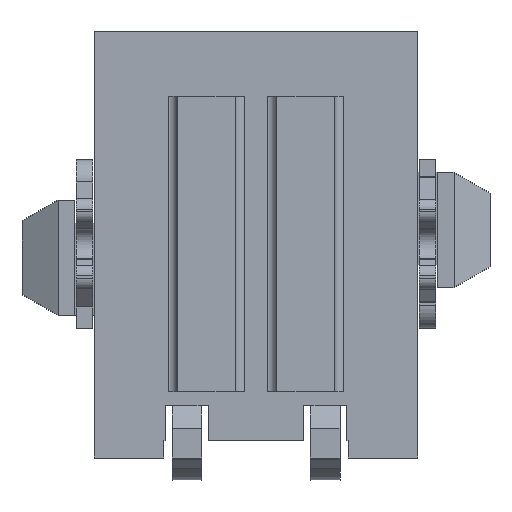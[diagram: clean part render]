
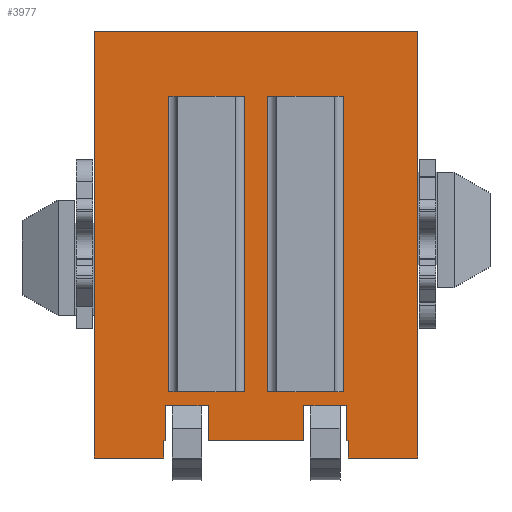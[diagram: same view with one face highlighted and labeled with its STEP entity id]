
A CAD part, front view. The second image highlights one B-rep face of the part: STEP entity #3977.
In plain terms, the highlighted planar face has unit normal (0, -1, 0).
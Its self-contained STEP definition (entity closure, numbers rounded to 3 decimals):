
#96=DIRECTION('',(-1.,0.,0.));
#97=VECTOR('',#96,7.);
#98=CARTESIAN_POINT('',(3.5,-1.93,0.));
#99=LINE('',#98,#97);
#385=DIRECTION('',(-1.,0.,0.));
#386=VECTOR('',#385,0.93);
#387=CARTESIAN_POINT('',(-1.035,-1.93,-8.11));
#388=LINE('',#387,#386);
#389=DIRECTION('',(0.,0.,1.));
#390=VECTOR('',#389,0.76);
#391=CARTESIAN_POINT('',(-1.965,-1.93,-8.87));
#392=LINE('',#391,#390);
#393=DIRECTION('',(1.,0.,0.));
#394=VECTOR('',#393,0.035);
#395=CARTESIAN_POINT('',(-2.,-1.93,-8.87));
#396=LINE('',#395,#394);
#397=DIRECTION('',(0.,0.,1.));
#398=VECTOR('',#397,0.37);
#399=CARTESIAN_POINT('',(-2.,-1.93,-9.24));
#400=LINE('',#399,#398);
#401=DIRECTION('',(0.,0.,1.));
#402=VECTOR('',#401,9.24);
#403=CARTESIAN_POINT('',(-3.5,-1.93,-9.24));
#404=LINE('',#403,#402);
#405=DIRECTION('',(0.,0.,-1.));
#406=VECTOR('',#405,9.24);
#407=CARTESIAN_POINT('',(3.5,-1.93,0.));
#408=LINE('',#407,#406);
#409=DIRECTION('',(0.,0.,1.));
#410=VECTOR('',#409,0.37);
#411=CARTESIAN_POINT('',(2.,-1.93,-9.24));
#412=LINE('',#411,#410);
#413=DIRECTION('',(1.,0.,0.));
#414=VECTOR('',#413,0.035);
#415=CARTESIAN_POINT('',(1.965,-1.93,-8.87));
#416=LINE('',#415,#414);
#417=DIRECTION('',(0.,0.,1.));
#418=VECTOR('',#417,0.76);
#419=CARTESIAN_POINT('',(1.965,-1.93,-8.87));
#420=LINE('',#419,#418);
#421=DIRECTION('',(-1.,0.,0.));
#422=VECTOR('',#421,0.93);
#423=CARTESIAN_POINT('',(1.965,-1.93,-8.11));
#424=LINE('',#423,#422);
#425=DIRECTION('',(0.,0.,1.));
#426=VECTOR('',#425,0.76);
#427=CARTESIAN_POINT('',(1.035,-1.93,-8.87));
#428=LINE('',#427,#426);
#429=DIRECTION('',(1.,0.,0.));
#430=VECTOR('',#429,2.07);
#431=CARTESIAN_POINT('',(-1.035,-1.93,-8.87));
#432=LINE('',#431,#430);
#433=DIRECTION('',(0.,0.,1.));
#434=VECTOR('',#433,0.76);
#435=CARTESIAN_POINT('',(-1.035,-1.93,-8.87));
#436=LINE('',#435,#434);
#437=DIRECTION('',(0.,0.,1.));
#438=VECTOR('',#437,6.4);
#439=CARTESIAN_POINT('',(1.9,-1.93,-7.8));
#440=LINE('',#439,#438);
#441=DIRECTION('',(0.,0.,-1.));
#442=VECTOR('',#441,6.4);
#443=CARTESIAN_POINT('',(0.25,-1.93,-1.4));
#444=LINE('',#443,#442);
#445=DIRECTION('',(0.,0.,1.));
#446=VECTOR('',#445,6.4);
#447=CARTESIAN_POINT('',(-0.25,-1.93,-7.8));
#448=LINE('',#447,#446);
#449=DIRECTION('',(0.,0.,-1.));
#450=VECTOR('',#449,6.4);
#451=CARTESIAN_POINT('',(-1.9,-1.93,-1.4));
#452=LINE('',#451,#450);
#689=DIRECTION('',(-1.,0.,0.));
#690=VECTOR('',#689,1.5);
#691=CARTESIAN_POINT('',(3.5,-1.93,-9.24));
#692=LINE('',#691,#690);
#729=DIRECTION('',(-1.,0.,0.));
#730=VECTOR('',#729,1.5);
#731=CARTESIAN_POINT('',(-2.,-1.93,-9.24));
#732=LINE('',#731,#730);
#2255=DIRECTION('',(-1.,0.,0.));
#2256=VECTOR('',#2255,1.65);
#2257=CARTESIAN_POINT('',(1.9,-1.93,-7.8));
#2258=LINE('',#2257,#2256);
#2273=DIRECTION('',(1.,0.,0.));
#2274=VECTOR('',#2273,1.65);
#2275=CARTESIAN_POINT('',(0.25,-1.93,-1.4));
#2276=LINE('',#2275,#2274);
#2321=DIRECTION('',(1.,0.,0.));
#2322=VECTOR('',#2321,1.65);
#2323=CARTESIAN_POINT('',(-1.9,-1.93,-1.4));
#2324=LINE('',#2323,#2322);
#2347=DIRECTION('',(-1.,0.,0.));
#2348=VECTOR('',#2347,1.65);
#2349=CARTESIAN_POINT('',(-0.25,-1.93,-7.8));
#2350=LINE('',#2349,#2348);
#2776=CARTESIAN_POINT('',(3.5,-1.93,0.));
#2777=CARTESIAN_POINT('',(-3.5,-1.93,0.));
#2778=VERTEX_POINT('',#2776);
#2779=VERTEX_POINT('',#2777);
#2836=CARTESIAN_POINT('',(-3.5,-1.93,-9.24));
#2838=VERTEX_POINT('',#2836);
#2841=CARTESIAN_POINT('',(3.5,-1.93,-9.24));
#2843=VERTEX_POINT('',#2841);
#2852=CARTESIAN_POINT('',(2.,-1.93,-9.24));
#2853=CARTESIAN_POINT('',(2.,-1.93,-8.87));
#2854=VERTEX_POINT('',#2852);
#2855=VERTEX_POINT('',#2853);
#2856=CARTESIAN_POINT('',(-2.,-1.93,-9.24));
#2857=CARTESIAN_POINT('',(-2.,-1.93,-8.87));
#2858=VERTEX_POINT('',#2856);
#2859=VERTEX_POINT('',#2857);
#2884=CARTESIAN_POINT('',(1.965,-1.93,-8.11));
#2885=CARTESIAN_POINT('',(1.035,-1.93,-8.11));
#2886=VERTEX_POINT('',#2884);
#2887=VERTEX_POINT('',#2885);
#2888=CARTESIAN_POINT('',(1.035,-1.93,-8.87));
#2889=VERTEX_POINT('',#2888);
#2890=CARTESIAN_POINT('',(1.965,-1.93,-8.87));
#2891=VERTEX_POINT('',#2890);
#3547=CARTESIAN_POINT('',(-1.035,-1.93,-8.11));
#3548=CARTESIAN_POINT('',(-1.965,-1.93,-8.11));
#3549=VERTEX_POINT('',#3547);
#3550=VERTEX_POINT('',#3548);
#3551=CARTESIAN_POINT('',(-1.965,-1.93,-8.87));
#3552=VERTEX_POINT('',#3551);
#3553=CARTESIAN_POINT('',(-1.035,-1.93,-8.87));
#3554=VERTEX_POINT('',#3553);
#3579=CARTESIAN_POINT('',(1.9,-1.93,-7.8));
#3580=CARTESIAN_POINT('',(1.9,-1.93,-1.4));
#3581=VERTEX_POINT('',#3579);
#3582=VERTEX_POINT('',#3580);
#3587=CARTESIAN_POINT('',(0.25,-1.93,-1.4));
#3588=CARTESIAN_POINT('',(0.25,-1.93,-7.8));
#3589=VERTEX_POINT('',#3587);
#3590=VERTEX_POINT('',#3588);
#3595=CARTESIAN_POINT('',(-0.25,-1.93,-7.8));
#3596=CARTESIAN_POINT('',(-0.25,-1.93,-1.4));
#3597=VERTEX_POINT('',#3595);
#3598=VERTEX_POINT('',#3596);
#3603=CARTESIAN_POINT('',(-1.9,-1.93,-1.4));
#3604=CARTESIAN_POINT('',(-1.9,-1.93,-7.8));
#3605=VERTEX_POINT('',#3603);
#3606=VERTEX_POINT('',#3604);
#3922=CARTESIAN_POINT('',(3.5,-1.93,0.));
#3923=DIRECTION('',(0.,-1.,0.));
#3924=DIRECTION('',(-1.,0.,0.));
#3925=AXIS2_PLACEMENT_3D('',#3922,#3923,#3924);
#3926=PLANE('',#3925);
#3927=ORIENTED_EDGE('',*,*,#3797,.T.);
#3929=ORIENTED_EDGE('',*,*,#3928,.F.);
#3931=ORIENTED_EDGE('',*,*,#3930,.F.);
#3933=ORIENTED_EDGE('',*,*,#3932,.F.);
#3935=ORIENTED_EDGE('',*,*,#3934,.T.);
#3937=ORIENTED_EDGE('',*,*,#3936,.T.);
#3938=ORIENTED_EDGE('',*,*,#3626,.F.);
#3940=ORIENTED_EDGE('',*,*,#3939,.T.);
#3942=ORIENTED_EDGE('',*,*,#3941,.T.);
#3944=ORIENTED_EDGE('',*,*,#3943,.T.);
#3946=ORIENTED_EDGE('',*,*,#3945,.F.);
#3947=ORIENTED_EDGE('',*,*,#3913,.T.);
#3948=ORIENTED_EDGE('',*,*,#3805,.T.);
#3950=ORIENTED_EDGE('',*,*,#3949,.F.);
#3952=ORIENTED_EDGE('',*,*,#3951,.F.);
#3954=ORIENTED_EDGE('',*,*,#3953,.T.);
#3955=EDGE_LOOP('',(#3927,#3929,#3931,#3933,#3935,#3937,#3938,#3940,#3942,#3944,
#3946,#3947,#3948,#3950,#3952,#3954));
#3956=FACE_OUTER_BOUND('',#3955,.F.);
#3958=ORIENTED_EDGE('',*,*,#3957,.T.);
#3960=ORIENTED_EDGE('',*,*,#3959,.F.);
#3962=ORIENTED_EDGE('',*,*,#3961,.T.);
#3964=ORIENTED_EDGE('',*,*,#3963,.F.);
#3965=EDGE_LOOP('',(#3958,#3960,#3962,#3964));
#3966=FACE_BOUND('',#3965,.F.);
#3968=ORIENTED_EDGE('',*,*,#3967,.T.);
#3970=ORIENTED_EDGE('',*,*,#3969,.F.);
#3972=ORIENTED_EDGE('',*,*,#3971,.T.);
#3974=ORIENTED_EDGE('',*,*,#3973,.F.);
#3975=EDGE_LOOP('',(#3968,#3970,#3972,#3974));
#3976=FACE_BOUND('',#3975,.F.);
#3977=ADVANCED_FACE('',(#3956,#3966,#3976),#3926,.T.);
#3626=EDGE_CURVE('',#2778,#2779,#99,.T.);
#3797=EDGE_CURVE('',#3549,#3550,#388,.T.);
#3805=EDGE_CURVE('',#2886,#2887,#424,.T.);
#3913=EDGE_CURVE('',#2891,#2886,#420,.T.);
#3928=EDGE_CURVE('',#3552,#3550,#392,.T.);
#3930=EDGE_CURVE('',#2859,#3552,#396,.T.);
#3932=EDGE_CURVE('',#2858,#2859,#400,.T.);
#3934=EDGE_CURVE('',#2858,#2838,#732,.T.);
#3936=EDGE_CURVE('',#2838,#2779,#404,.T.);
#3939=EDGE_CURVE('',#2778,#2843,#408,.T.);
#3941=EDGE_CURVE('',#2843,#2854,#692,.T.);
#3943=EDGE_CURVE('',#2854,#2855,#412,.T.);
#3945=EDGE_CURVE('',#2891,#2855,#416,.T.);
#3949=EDGE_CURVE('',#2889,#2887,#428,.T.);
#3951=EDGE_CURVE('',#3554,#2889,#432,.T.);
#3953=EDGE_CURVE('',#3554,#3549,#436,.T.);
#3957=EDGE_CURVE('',#3581,#3582,#440,.T.);
#3959=EDGE_CURVE('',#3589,#3582,#2276,.T.);
#3961=EDGE_CURVE('',#3589,#3590,#444,.T.);
#3963=EDGE_CURVE('',#3581,#3590,#2258,.T.);
#3967=EDGE_CURVE('',#3597,#3598,#448,.T.);
#3969=EDGE_CURVE('',#3605,#3598,#2324,.T.);
#3971=EDGE_CURVE('',#3605,#3606,#452,.T.);
#3973=EDGE_CURVE('',#3597,#3606,#2350,.T.);
